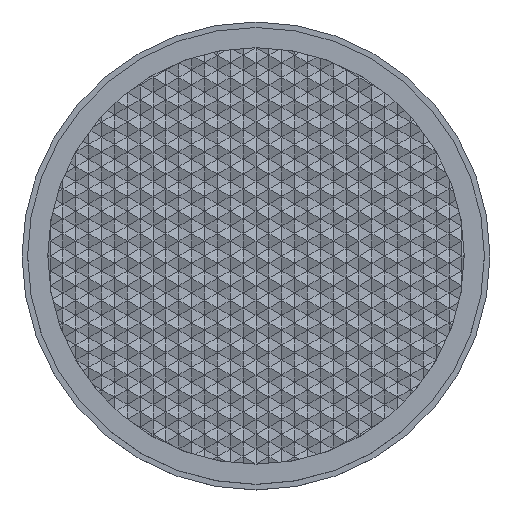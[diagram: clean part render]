
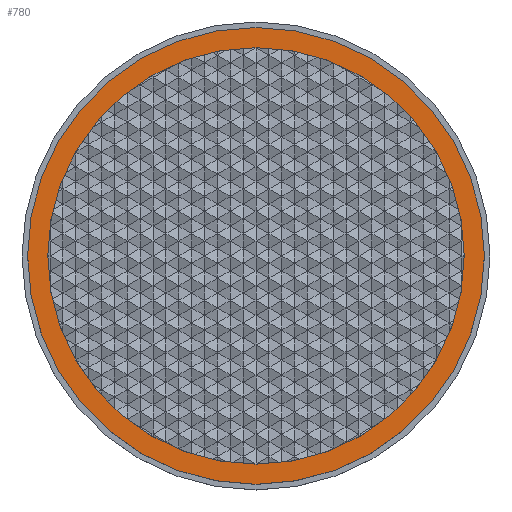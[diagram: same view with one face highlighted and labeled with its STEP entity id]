
A CAD part, top view. The second image highlights one B-rep face of the part: STEP entity #780.
In plain terms, the highlighted planar face has unit normal (0, 0, 1).
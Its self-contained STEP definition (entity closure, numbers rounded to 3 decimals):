
#430=CARTESIAN_POINT('',(32.741,-27.423,0.2));
#440=DIRECTION('',(0.,0.,1.));
#450=DIRECTION('',(1.,0.,0.));
#460=AXIS2_PLACEMENT_3D('',#430,#440,#450);
#470=PLANE('',#460);
#480=CARTESIAN_POINT('',(41.4,-10.623,0.2));
#490=DIRECTION('',(0.,0.,1.));
#500=DIRECTION('',(0.,1.,0.));
#510=AXIS2_PLACEMENT_3D('',#480,#490,#500);
#520=CIRCLE('',#510,20.4);
#530=CARTESIAN_POINT('',(41.4,9.777,0.2));
#540=VERTEX_POINT('',#530);
#550=CARTESIAN_POINT('',(41.4,-31.023,0.2));
#560=VERTEX_POINT('',#550);
#570=EDGE_CURVE('',#540,#560,#520,.T.);
#580=ORIENTED_EDGE('',*,*,#570,.T.);
#590=EDGE_CURVE('',#560,#540,#520,.T.);
#600=ORIENTED_EDGE('',*,*,#590,.T.);
#610=EDGE_LOOP('',(#600,#580));
#620=FACE_OUTER_BOUND('',#610,.T.);
#630=CARTESIAN_POINT('',(41.4,-10.623,0.2));
#640=DIRECTION('',(0.,0.,1.));
#650=DIRECTION('',(0.,1.,0.));
#660=AXIS2_PLACEMENT_3D('',#630,#640,#650);
#670=CIRCLE('',#660,18.6);
#680=CARTESIAN_POINT('',(41.4,7.977,0.2));
#690=VERTEX_POINT('',#680);
#700=CARTESIAN_POINT('',(41.4,-29.223,0.2));
#710=VERTEX_POINT('',#700);
#720=EDGE_CURVE('',#690,#710,#670,.T.);
#730=ORIENTED_EDGE('',*,*,#720,.F.);
#740=EDGE_CURVE('',#710,#690,#670,.T.);
#750=ORIENTED_EDGE('',*,*,#740,.F.);
#760=EDGE_LOOP('',(#750,#730));
#770=FACE_BOUND('',#760,.T.);
#780=ADVANCED_FACE('',(#620,#770),#470,.T.);
